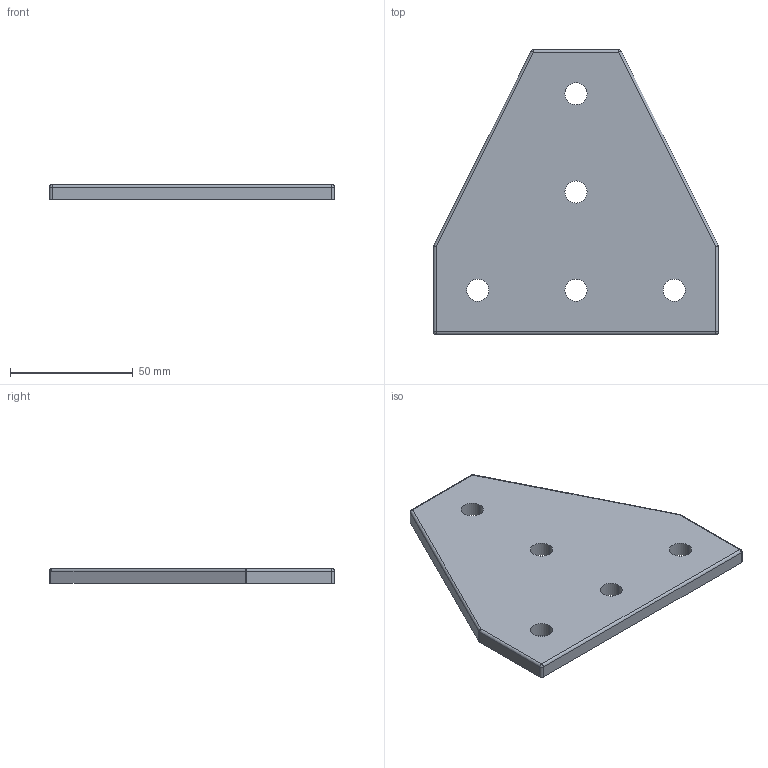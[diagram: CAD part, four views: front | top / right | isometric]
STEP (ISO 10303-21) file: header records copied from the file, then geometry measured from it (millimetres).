
FILE_DESCRIPTION((''),'2;1');
FILE_NAME('OBMP-BA-H-FAST-T','2023-10-06T17:23:12',('ccha425'),('Department of Mechanical Engineering, The University of Auckland'),'CREO PARAMETRIC BY PTC INC, 2017260','CREO PARAMETRIC BY PTC INC, 2017260','');
FILE_SCHEMA(('CONFIG_CONTROL_DESIGN'));
Length unit declared in the file: millimetre
Products named in the file (1): OBMP-BA-H-FAST-T
Bounding box: 116 x 116 x 6 mm (x, y, z)
Volume: 59538.2 mm3; surface area: 22960.6 mm2
Topology: 1 solids, 1 shells, 36 faces, 90 edges, 50 vertices
Faces by surface type: cylinder 22, plane 8, sphere 6
Entity records: 1086 total; most frequent: DIRECTION 200, CARTESIAN_POINT 170, ORIENTED_EDGE 168, EDGE_CURVE 84, AXIS2_PLACEMENT_3D 80, VERTEX_POINT 50, EDGE_LOOP 46, CIRCLE 44
